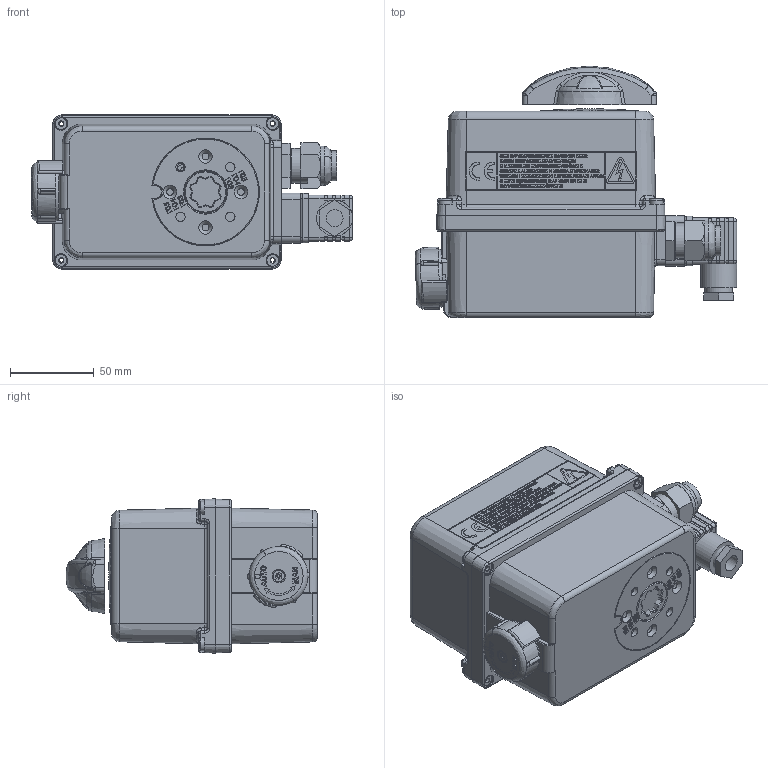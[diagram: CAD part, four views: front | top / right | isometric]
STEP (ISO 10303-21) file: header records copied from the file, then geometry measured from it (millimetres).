
FILE_DESCRIPTION(/* description */ ('Unknown'),/* implementation_level */ '2;1');
FILE_NAME(/* name */ 'EK01_05',/* time_stamp */ '2022-02-22T10:07:33+01:00',/* author */ ('Unknown'),/* organization */ ('Unknown'),/* preprocessor_version */ 'ST-DEVELOPER v16.7',/* originating_system */ 'Solid Edge',/* authorisation */ 'Unknown');
FILE_SCHEMA (('AUTOMOTIVE_DESIGN {1 0 10303 214 3 1 1}'));
Products named in the file (2): EK01_05; id11
Assembly tree (1 placements, depth 2):
  EK01_05
    id11
Bounding box: 191.76 x 150.19 x 92 mm (x, y, z)
Surface area: 126428.5 mm2 (no closed solid volume)
Topology: 0 solids, 321 shells, 1310 faces, 9139 edges, 8080 vertices
Faces by surface type: plane 766, bspline 310, cylinder 188, cone 45, torus 1
Full cylindrical faces by diameter (mm): 2 x3, 3.15 x4, 3.5 x1, 4 x5, 5.6 x4, 6 x1, 7 x4, 7.9 x4, 8 x1, 10 x1, 16.5 x1, 17.9 x1, 18.5 x1, 20.8 x1, 21.5 x1, 23.5 x1, 25 x1, 25.4 x1, 29.1 x1, 31.8 x1
Entity records: 107397 total; most frequent: CARTESIAN_POINT 42656, ORIENTED_EDGE 11021, EDGE_CURVE 9073, DIRECTION 8879, VERTEX_POINT 8068, LINE 5645, VECTOR 5645, B_SPLINE_CURVE_WITH_KNOTS 2788
